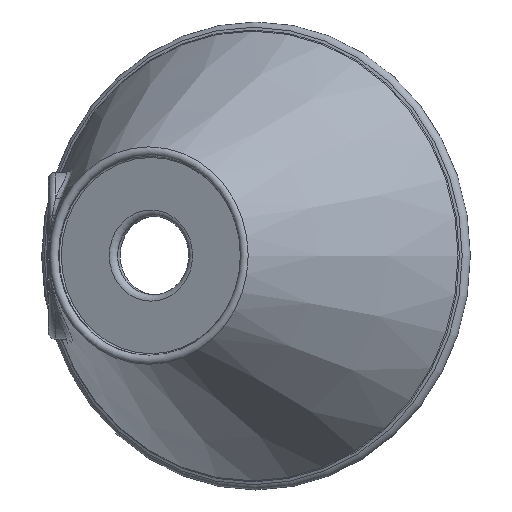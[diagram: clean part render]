
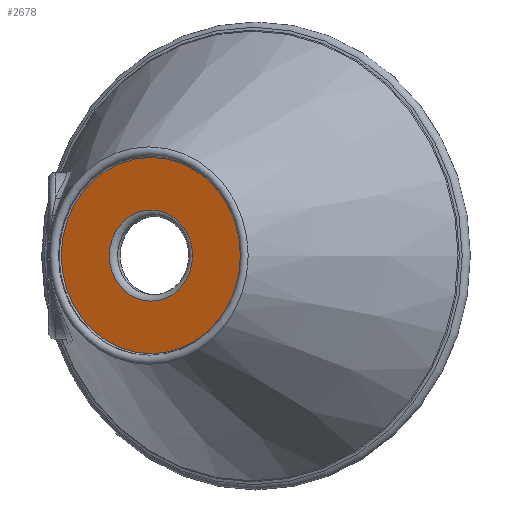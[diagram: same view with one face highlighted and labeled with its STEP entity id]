
A CAD part, top view. The second image highlights one B-rep face of the part: STEP entity #2678.
In plain terms, the highlighted planar face has unit normal (-0.407, 0, 0.913).
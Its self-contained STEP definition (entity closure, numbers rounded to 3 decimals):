
#2563 = TOROIDAL_SURFACE('',#2564,14.5,2.);
#2564 = AXIS2_PLACEMENT_3D('',#2565,#2566,#2567);
#2565 = CARTESIAN_POINT('',(87.63,-54.859,
    332.145));
#2566 = DIRECTION('',(-0.407,0.,0.914));
#2567 = DIRECTION('',(0.914,0.,0.407));
#2603 = VERTEX_POINT('',#2604);
#2604 = CARTESIAN_POINT('',(100.063,-54.859,
    339.869));
#2629 = EDGE_CURVE('',#2603,#2603,#2630,.T.);
#2630 = SURFACE_CURVE('',#2631,(#2636,#2665),.PCURVE_S1.);
#2631 = CIRCLE('',#2632,14.5);
#2632 = AXIS2_PLACEMENT_3D('',#2633,#2634,#2635);
#2633 = CARTESIAN_POINT('',(86.816,-54.859,
    333.972));
#2634 = DIRECTION('',(-0.407,0.,0.914));
#2635 = DIRECTION('',(0.914,0.,0.407));
#2636 = PCURVE('',#2563,#2637);
#2637 = DEFINITIONAL_REPRESENTATION('',(#2638),#2664);
#2638 = B_SPLINE_CURVE_WITH_KNOTS('',3,(#2639,#2640,#2641,#2642,#2643,
    #2644,#2645,#2646,#2647,#2648,#2649,#2650,#2651,#2652,#2653,#2654,
    #2655,#2656,#2657,#2658,#2659,#2660,#2661,#2662,#2663),
  .UNSPECIFIED.,.F.,.F.,(4,1,1,1,1,1,1,1,1,1,1,1,1,1,1,1,1,1,1,1,1,1,4),
  (0.,0.286,0.571,0.857,1.142,
    1.428,1.714,1.999,2.285,
    2.57,2.856,3.142,3.427,
    3.713,3.998,4.284,4.57,
    4.855,5.141,5.426,5.712,
    5.998,6.283),.QUASI_UNIFORM_KNOTS.);
#2639 = CARTESIAN_POINT('',(0.,7.854));
#2640 = CARTESIAN_POINT('',(0.095,7.854));
#2641 = CARTESIAN_POINT('',(0.286,7.854));
#2642 = CARTESIAN_POINT('',(0.571,7.854));
#2643 = CARTESIAN_POINT('',(0.857,7.854));
#2644 = CARTESIAN_POINT('',(1.142,7.854));
#2645 = CARTESIAN_POINT('',(1.428,7.854));
#2646 = CARTESIAN_POINT('',(1.714,7.854));
#2647 = CARTESIAN_POINT('',(1.999,7.854));
#2648 = CARTESIAN_POINT('',(2.285,7.854));
#2649 = CARTESIAN_POINT('',(2.57,7.854));
#2650 = CARTESIAN_POINT('',(2.856,7.854));
#2651 = CARTESIAN_POINT('',(3.142,7.854));
#2652 = CARTESIAN_POINT('',(3.427,7.854));
#2653 = CARTESIAN_POINT('',(3.713,7.854));
#2654 = CARTESIAN_POINT('',(3.998,7.854));
#2655 = CARTESIAN_POINT('',(4.284,7.854));
#2656 = CARTESIAN_POINT('',(4.57,7.854));
#2657 = CARTESIAN_POINT('',(4.855,7.854));
#2658 = CARTESIAN_POINT('',(5.141,7.854));
#2659 = CARTESIAN_POINT('',(5.426,7.854));
#2660 = CARTESIAN_POINT('',(5.712,7.854));
#2661 = CARTESIAN_POINT('',(5.998,7.854));
#2662 = CARTESIAN_POINT('',(6.188,7.854));
#2663 = CARTESIAN_POINT('',(6.283,7.854));
#2664 = ( GEOMETRIC_REPRESENTATION_CONTEXT(2) 
PARAMETRIC_REPRESENTATION_CONTEXT() REPRESENTATION_CONTEXT('2D SPACE',''
  ) );
#2665 = PCURVE('',#2666,#2671);
#2666 = PLANE('',#2667);
#2667 = AXIS2_PLACEMENT_3D('',#2668,#2669,#2670);
#2668 = CARTESIAN_POINT('',(100.063,-54.859,
    339.869));
#2669 = DIRECTION('',(-0.407,0.,0.914));
#2670 = DIRECTION('',(0.914,0.,0.407));
#2671 = DEFINITIONAL_REPRESENTATION('',(#2672),#2676);
#2672 = CIRCLE('',#2673,14.5);
#2673 = AXIS2_PLACEMENT_2D('',#2674,#2675);
#2674 = CARTESIAN_POINT('',(-14.5,0.));
#2675 = DIRECTION('',(1.,0.));
#2676 = ( GEOMETRIC_REPRESENTATION_CONTEXT(2) 
PARAMETRIC_REPRESENTATION_CONTEXT() REPRESENTATION_CONTEXT('2D SPACE',''
  ) );
#2678 = ADVANCED_FACE('',(#2679,#2732),#2666,.T.);
#2679 = FACE_BOUND('',#2680,.T.);
#2680 = EDGE_LOOP('',(#2681));
#2681 = ORIENTED_EDGE('',*,*,#2682,.T.);
#2682 = EDGE_CURVE('',#2683,#2683,#2685,.T.);
#2683 = VERTEX_POINT('',#2684);
#2684 = CARTESIAN_POINT('',(115.365,-54.859,
    346.682));
#2685 = SURFACE_CURVE('',#2686,(#2691,#2698),.PCURVE_S1.);
#2686 = CIRCLE('',#2687,31.25);
#2687 = AXIS2_PLACEMENT_3D('',#2688,#2689,#2690);
#2688 = CARTESIAN_POINT('',(86.816,-54.859,
    333.972));
#2689 = DIRECTION('',(-0.407,0.,0.914));
#2690 = DIRECTION('',(0.914,0.,0.407));
#2691 = PCURVE('',#2666,#2692);
#2692 = DEFINITIONAL_REPRESENTATION('',(#2693),#2697);
#2693 = CIRCLE('',#2694,31.25);
#2694 = AXIS2_PLACEMENT_2D('',#2695,#2696);
#2695 = CARTESIAN_POINT('',(-14.5,0.));
#2696 = DIRECTION('',(1.,0.));
#2697 = ( GEOMETRIC_REPRESENTATION_CONTEXT(2) 
PARAMETRIC_REPRESENTATION_CONTEXT() REPRESENTATION_CONTEXT('2D SPACE',''
  ) );
#2698 = PCURVE('',#2699,#2704);
#2699 = TOROIDAL_SURFACE('',#2700,31.25,0.5);
#2700 = AXIS2_PLACEMENT_3D('',#2701,#2702,#2703);
#2701 = CARTESIAN_POINT('',(86.613,-54.859,
    334.428));
#2702 = DIRECTION('',(-0.407,0.,0.914));
#2703 = DIRECTION('',(0.914,0.,0.407));
#2704 = DEFINITIONAL_REPRESENTATION('',(#2705),#2731);
#2705 = B_SPLINE_CURVE_WITH_KNOTS('',3,(#2706,#2707,#2708,#2709,#2710,
    #2711,#2712,#2713,#2714,#2715,#2716,#2717,#2718,#2719,#2720,#2721,
    #2722,#2723,#2724,#2725,#2726,#2727,#2728,#2729,#2730),
  .UNSPECIFIED.,.F.,.F.,(4,1,1,1,1,1,1,1,1,1,1,1,1,1,1,1,1,1,1,1,1,1,4),
  (0.,0.286,0.571,0.857,1.142,
    1.428,1.714,1.999,2.285,
    2.57,2.856,3.142,3.427,
    3.713,3.998,4.284,4.57,
    4.855,5.141,5.426,5.712,
    5.998,6.283),.QUASI_UNIFORM_KNOTS.);
#2706 = CARTESIAN_POINT('',(0.,4.712));
#2707 = CARTESIAN_POINT('',(0.095,4.712));
#2708 = CARTESIAN_POINT('',(0.286,4.712));
#2709 = CARTESIAN_POINT('',(0.571,4.712));
#2710 = CARTESIAN_POINT('',(0.857,4.712));
#2711 = CARTESIAN_POINT('',(1.142,4.712));
#2712 = CARTESIAN_POINT('',(1.428,4.712));
#2713 = CARTESIAN_POINT('',(1.714,4.712));
#2714 = CARTESIAN_POINT('',(1.999,4.712));
#2715 = CARTESIAN_POINT('',(2.285,4.712));
#2716 = CARTESIAN_POINT('',(2.57,4.712));
#2717 = CARTESIAN_POINT('',(2.856,4.712));
#2718 = CARTESIAN_POINT('',(3.142,4.712));
#2719 = CARTESIAN_POINT('',(3.427,4.712));
#2720 = CARTESIAN_POINT('',(3.713,4.712));
#2721 = CARTESIAN_POINT('',(3.998,4.712));
#2722 = CARTESIAN_POINT('',(4.284,4.712));
#2723 = CARTESIAN_POINT('',(4.57,4.712));
#2724 = CARTESIAN_POINT('',(4.855,4.712));
#2725 = CARTESIAN_POINT('',(5.141,4.712));
#2726 = CARTESIAN_POINT('',(5.426,4.712));
#2727 = CARTESIAN_POINT('',(5.712,4.712));
#2728 = CARTESIAN_POINT('',(5.998,4.712));
#2729 = CARTESIAN_POINT('',(6.188,4.712));
#2730 = CARTESIAN_POINT('',(6.283,4.712));
#2731 = ( GEOMETRIC_REPRESENTATION_CONTEXT(2) 
PARAMETRIC_REPRESENTATION_CONTEXT() REPRESENTATION_CONTEXT('2D SPACE',''
  ) );
#2732 = FACE_BOUND('',#2733,.T.);
#2733 = EDGE_LOOP('',(#2734));
#2734 = ORIENTED_EDGE('',*,*,#2629,.F.);
